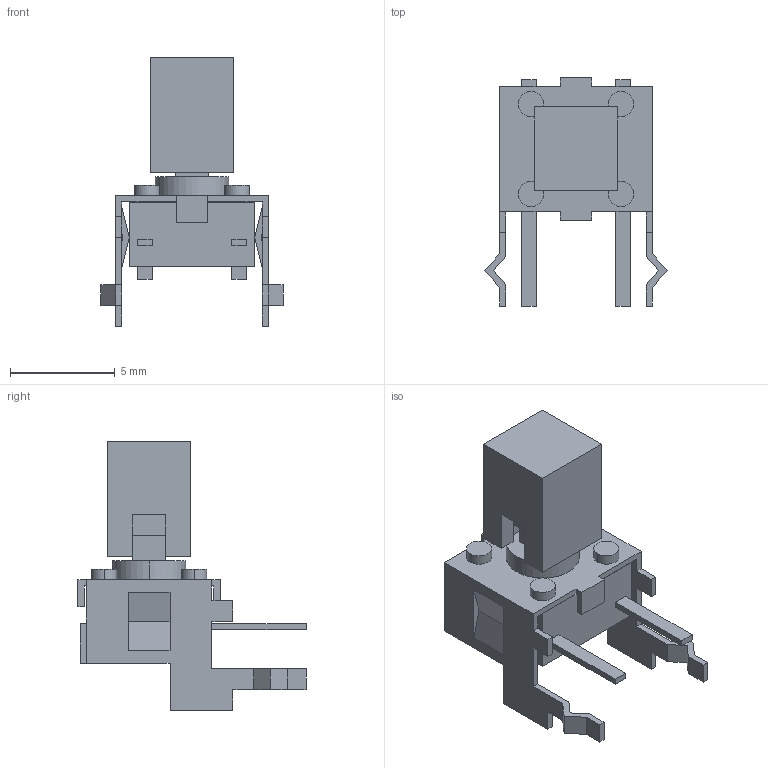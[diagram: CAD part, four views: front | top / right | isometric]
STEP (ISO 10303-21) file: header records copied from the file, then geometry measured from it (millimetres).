
FILE_DESCRIPTION (( 'STEP AP203' ), '1' );
FILE_NAME ('B3F_3152.step', '2013-07-18T10:36:14', ( 'OSMC1.0 TAKUMI' ), ( 'TAKUMI-Engniaring' ), 'SwSTEP 2.0', 'SolidWorks 2002025', '' );
FILE_SCHEMA (( 'CONFIG_CONTROL_DESIGN' ));
Length unit declared in the file: millimetre
Products named in the file (4): B3F_3152; B3F_3152_BASE; B32_1000; B3F_3152_BUTTON
Assembly tree (3 placements, depth 2):
  B3F_3152
    B3F_3152_BUTTON
    B3F_3152_BASE
    B32_1000
Bounding box: 8.7 x 10.9 x 12.85 mm (x, y, z)
Volume: 224.4 mm3; surface area: 644.1 mm2
Topology: 3 solids, 3 shells, 158 faces, 420 edges, 276 vertices
Faces by surface type: plane 142, cylinder 16
Entity records: 5250 total; most frequent: CARTESIAN_POINT 860, ORIENTED_EDGE 840, DIRECTION 780, EDGE_CURVE 420, LINE 388, VECTOR 388, VERTEX_POINT 276, AXIS2_PLACEMENT_3D 196
